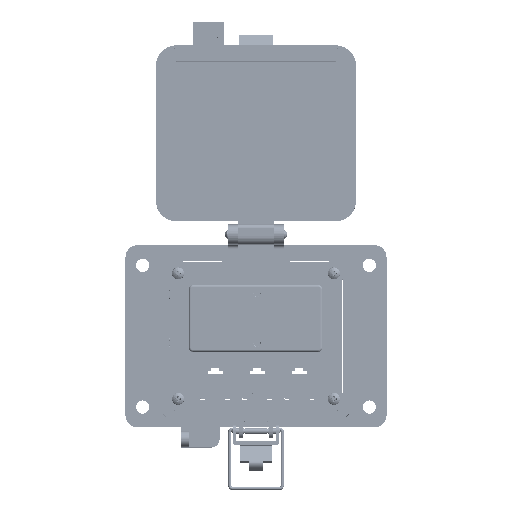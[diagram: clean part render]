
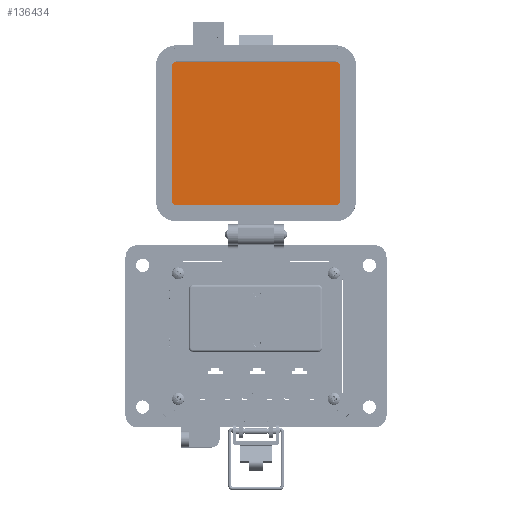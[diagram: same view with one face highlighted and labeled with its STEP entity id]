
A CAD part, top view. The second image highlights one B-rep face of the part: STEP entity #136434.
In plain terms, the highlighted planar face has unit normal (0, 0, 1).
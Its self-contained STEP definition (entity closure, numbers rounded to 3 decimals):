
#1844 = CARTESIAN_POINT ( 'NONE',  ( 35.912, 126.389, 19.202 ) ) ;
#6233 = VERTEX_POINT ( 'NONE', #213095 ) ;
#7869 = EDGE_LOOP ( 'NONE', ( #200539, #219921, #28582, #141486, #41728, #60817, #174283, #193590 ) ) ;
#9308 = LINE ( 'NONE', #158194, #11397 ) ;
#11397 = VECTOR ( 'NONE', #75959, 1000. ) ;
#21533 = DIRECTION ( 'NONE',  ( 0., -1., 0. ) ) ;
#23861 = DIRECTION ( 'NONE',  ( 0., 0., -1. ) ) ;
#28582 = ORIENTED_EDGE ( 'NONE', *, *, #143751, .F. ) ;
#29743 = CARTESIAN_POINT ( 'NONE',  ( -3.279, 57.705, 19.202 ) ) ;
#31063 = DIRECTION ( 'NONE',  ( 0., 0., -1. ) ) ;
#32672 = CARTESIAN_POINT ( 'NONE',  ( 38.212, 93.196, 19.202 ) ) ;
#32713 = VERTEX_POINT ( 'NONE', #208587 ) ;
#41728 = ORIENTED_EDGE ( 'NONE', *, *, #168233, .F. ) ;
#46397 = VERTEX_POINT ( 'NONE', #129133 ) ;
#46511 = AXIS2_PLACEMENT_3D ( 'NONE', #159820, #178700, #161993 ) ;
#47718 = EDGE_CURVE ( 'NONE', #6233, #46397, #9308, .T. ) ;
#49692 = AXIS2_PLACEMENT_3D ( 'NONE', #107174, #23861, #106068 ) ;
#56901 = FACE_OUTER_BOUND ( 'NONE', #7869, .T. ) ;
#60817 = ORIENTED_EDGE ( 'NONE', *, *, #47718, .F. ) ;
#68529 = DIRECTION ( 'NONE',  ( 0., -1., 0. ) ) ;
#68827 = AXIS2_PLACEMENT_3D ( 'NONE', #71831, #72931, #68529 ) ;
#71831 = CARTESIAN_POINT ( 'NONE',  ( -42.469, 126.389, 19.202 ) ) ;
#72931 = DIRECTION ( 'NONE',  ( 0., 0., -1. ) ) ;
#75959 = DIRECTION ( 'NONE',  ( 0., 1., 0. ) ) ;
#76520 = EDGE_CURVE ( 'NONE', #215505, #212412, #184914, .T. ) ;
#89054 = CIRCLE ( 'NONE', #46511, 2.299 ) ;
#90000 = LINE ( 'NONE', #205651, #121556 ) ;
#101303 = AXIS2_PLACEMENT_3D ( 'NONE', #1844, #31063, #155124 ) ;
#102764 = VERTEX_POINT ( 'NONE', #186358 ) ;
#104336 = VERTEX_POINT ( 'NONE', #130086 ) ;
#106068 = DIRECTION ( 'NONE',  ( 0., -1., 0. ) ) ;
#107174 = CARTESIAN_POINT ( 'NONE',  ( 35.912, 60.004, 19.202 ) ) ;
#108524 = AXIS2_PLACEMENT_3D ( 'NONE', #123586, #208093, #192521 ) ;
#112456 = CARTESIAN_POINT ( 'NONE',  ( 38.212, 60.004, 19.202 ) ) ;
#112489 = EDGE_CURVE ( 'NONE', #212412, #32713, #181082, .T. ) ;
#121556 = VECTOR ( 'NONE', #171151, 1000. ) ;
#123586 = CARTESIAN_POINT ( 'NONE',  ( 39.871, 130.108, 19.202 ) ) ;
#127538 = EDGE_CURVE ( 'NONE', #104336, #144153, #90000, .T. ) ;
#129133 = CARTESIAN_POINT ( 'NONE',  ( -44.769, 126.389, 19.202 ) ) ;
#130086 = CARTESIAN_POINT ( 'NONE',  ( -42.469, 128.688, 19.202 ) ) ;
#131527 = CARTESIAN_POINT ( 'NONE',  ( 38.212, 126.389, 19.202 ) ) ;
#136297 = DIRECTION ( 'NONE',  ( -1., 0., 0. ) ) ;
#136434 = ADVANCED_FACE ( 'NONE', ( #56901 ), #172495, .T. ) ;
#140809 = VECTOR ( 'NONE', #136297, 1000. ) ;
#141486 = ORIENTED_EDGE ( 'NONE', *, *, #127538, .F. ) ;
#143751 = EDGE_CURVE ( 'NONE', #144153, #215505, #197185, .T. ) ;
#144153 = VERTEX_POINT ( 'NONE', #199209 ) ;
#145022 = EDGE_CURVE ( 'NONE', #32713, #102764, #216452, .T. ) ;
#155124 = DIRECTION ( 'NONE',  ( 1., 0., 0. ) ) ;
#157505 = CIRCLE ( 'NONE', #68827, 2.299 ) ;
#158194 = CARTESIAN_POINT ( 'NONE',  ( -44.769, 93.196, 19.202 ) ) ;
#159820 = CARTESIAN_POINT ( 'NONE',  ( -42.469, 60.004, 19.202 ) ) ;
#161993 = DIRECTION ( 'NONE',  ( 1., 0., 0. ) ) ;
#168233 = EDGE_CURVE ( 'NONE', #46397, #104336, #157505, .T. ) ;
#170910 = VECTOR ( 'NONE', #21533, 1000. ) ;
#171151 = DIRECTION ( 'NONE',  ( 1., 0., 0. ) ) ;
#172495 = PLANE ( 'NONE',  #108524 ) ;
#174283 = ORIENTED_EDGE ( 'NONE', *, *, #200397, .F. ) ;
#178700 = DIRECTION ( 'NONE',  ( 0., 0., -1. ) ) ;
#181082 = CIRCLE ( 'NONE', #49692, 2.299 ) ;
#184914 = LINE ( 'NONE', #32672, #170910 ) ;
#186358 = CARTESIAN_POINT ( 'NONE',  ( -42.469, 57.705, 19.202 ) ) ;
#192521 = DIRECTION ( 'NONE',  ( -1., 0., 0. ) ) ;
#193590 = ORIENTED_EDGE ( 'NONE', *, *, #145022, .F. ) ;
#197185 = CIRCLE ( 'NONE', #101303, 2.299 ) ;
#199209 = CARTESIAN_POINT ( 'NONE',  ( 35.912, 128.688, 19.202 ) ) ;
#200397 = EDGE_CURVE ( 'NONE', #102764, #6233, #89054, .T. ) ;
#200539 = ORIENTED_EDGE ( 'NONE', *, *, #112489, .F. ) ;
#205651 = CARTESIAN_POINT ( 'NONE',  ( -3.279, 128.688, 19.202 ) ) ;
#208093 = DIRECTION ( 'NONE',  ( 0., 0., 1. ) ) ;
#208587 = CARTESIAN_POINT ( 'NONE',  ( 35.912, 57.705, 19.202 ) ) ;
#212412 = VERTEX_POINT ( 'NONE', #112456 ) ;
#213095 = CARTESIAN_POINT ( 'NONE',  ( -44.769, 60.004, 19.202 ) ) ;
#215505 = VERTEX_POINT ( 'NONE', #131527 ) ;
#216452 = LINE ( 'NONE', #29743, #140809 ) ;
#219921 = ORIENTED_EDGE ( 'NONE', *, *, #76520, .F. ) ;
